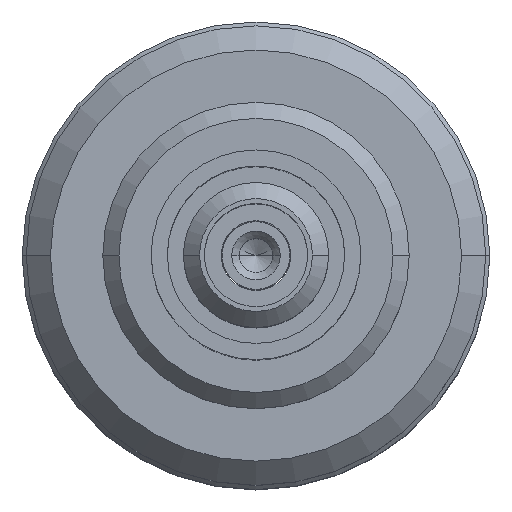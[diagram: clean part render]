
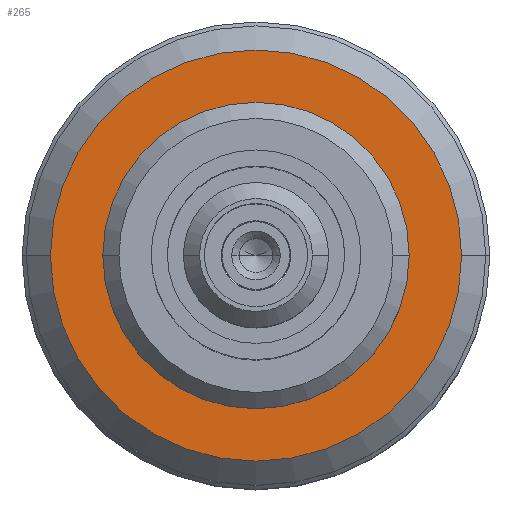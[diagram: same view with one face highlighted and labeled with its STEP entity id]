
A CAD part, top view. The second image highlights one B-rep face of the part: STEP entity #265.
In plain terms, the highlighted planar face has unit normal (0, 0, 1).
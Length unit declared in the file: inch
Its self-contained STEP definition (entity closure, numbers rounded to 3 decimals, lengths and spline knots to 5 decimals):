
#8 = DIRECTION ( 'NONE',  ( 0., 0., 1. ) ) ;
#31 = VERTEX_POINT ( 'NONE', #804 ) ;
#51 = CARTESIAN_POINT ( 'NONE',  ( 0., 0., 0.25 ) ) ;
#130 = EDGE_CURVE ( 'NONE', #3535, #31, #1704, .T. ) ;
#186 = CARTESIAN_POINT ( 'NONE',  ( -0.25098, 0., 0.25 ) ) ;
#223 = CARTESIAN_POINT ( 'NONE',  ( 0., 0., 0.25 ) ) ;
#245 = CARTESIAN_POINT ( 'NONE',  ( 0., 0., 0.25 ) ) ;
#250 = CIRCLE ( 'NONE', #1523, 0.25098 ) ;
#265 = ADVANCED_FACE ( 'NONE', ( #2266, #3371 ), #2301, .F. ) ;
#482 = AXIS2_PLACEMENT_3D ( 'NONE', #51, #3115, #1414 ) ;
#704 = EDGE_CURVE ( 'NONE', #3171, #1359, #1269, .T. ) ;
#783 = AXIS2_PLACEMENT_3D ( 'NONE', #223, #2160, #3320 ) ;
#804 = CARTESIAN_POINT ( 'NONE',  ( -0.18701, 0., 0.25 ) ) ;
#934 = DIRECTION ( 'NONE',  ( 0., 0., -1. ) ) ;
#1013 = EDGE_LOOP ( 'NONE', ( #1473, #3556 ) ) ;
#1101 = DIRECTION ( 'NONE',  ( -1., 0., 0. ) ) ;
#1151 = CARTESIAN_POINT ( 'NONE',  ( 0., 0., 0.25 ) ) ;
#1205 = DIRECTION ( 'NONE',  ( -1., 0., 0. ) ) ;
#1269 = CIRCLE ( 'NONE', #482, 0.25098 ) ;
#1321 = EDGE_CURVE ( 'NONE', #31, #3535, #3249, .T. ) ;
#1359 = VERTEX_POINT ( 'NONE', #1643 ) ;
#1414 = DIRECTION ( 'NONE',  ( -1., 0., 0. ) ) ;
#1423 = EDGE_CURVE ( 'NONE', #1359, #3171, #250, .T. ) ;
#1473 = ORIENTED_EDGE ( 'NONE', *, *, #704, .T. ) ;
#1523 = AXIS2_PLACEMENT_3D ( 'NONE', #245, #8, #1101 ) ;
#1553 = ORIENTED_EDGE ( 'NONE', *, *, #130, .T. ) ;
#1643 = CARTESIAN_POINT ( 'NONE',  ( 0.25098, 0., 0.25 ) ) ;
#1704 = CIRCLE ( 'NONE', #3565, 0.18701 ) ;
#1763 = CARTESIAN_POINT ( 'NONE',  ( 0.28051, 0., 0.25 ) ) ;
#2160 = DIRECTION ( 'NONE',  ( 0., 0., -1. ) ) ;
#2266 = FACE_OUTER_BOUND ( 'NONE', #1013, .T. ) ;
#2280 = DIRECTION ( 'NONE',  ( -1., 0., 0. ) ) ;
#2301 = PLANE ( 'NONE',  #3079 ) ;
#2380 = ORIENTED_EDGE ( 'NONE', *, *, #1321, .T. ) ;
#2537 = EDGE_LOOP ( 'NONE', ( #2380, #1553 ) ) ;
#2862 = DIRECTION ( 'NONE',  ( 0., 0., -1. ) ) ;
#3079 = AXIS2_PLACEMENT_3D ( 'NONE', #1763, #934, #1205 ) ;
#3115 = DIRECTION ( 'NONE',  ( 0., 0., 1. ) ) ;
#3171 = VERTEX_POINT ( 'NONE', #186 ) ;
#3249 = CIRCLE ( 'NONE', #783, 0.18701 ) ;
#3320 = DIRECTION ( 'NONE',  ( -1., 0., 0. ) ) ;
#3371 = FACE_BOUND ( 'NONE', #2537, .T. ) ;
#3435 = CARTESIAN_POINT ( 'NONE',  ( 0.18701, 0., 0.25 ) ) ;
#3535 = VERTEX_POINT ( 'NONE', #3435 ) ;
#3556 = ORIENTED_EDGE ( 'NONE', *, *, #1423, .T. ) ;
#3565 = AXIS2_PLACEMENT_3D ( 'NONE', #1151, #2862, #2280 ) ;
